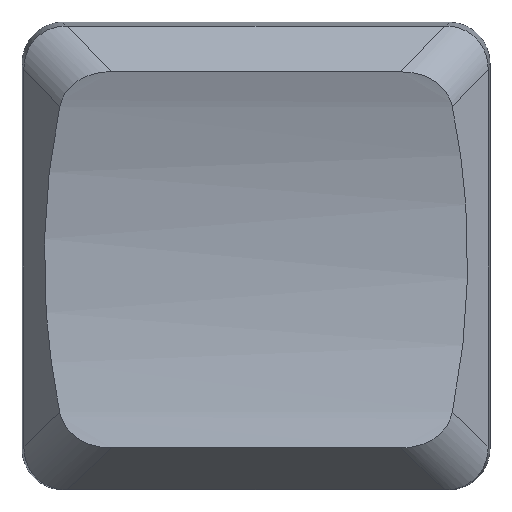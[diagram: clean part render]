
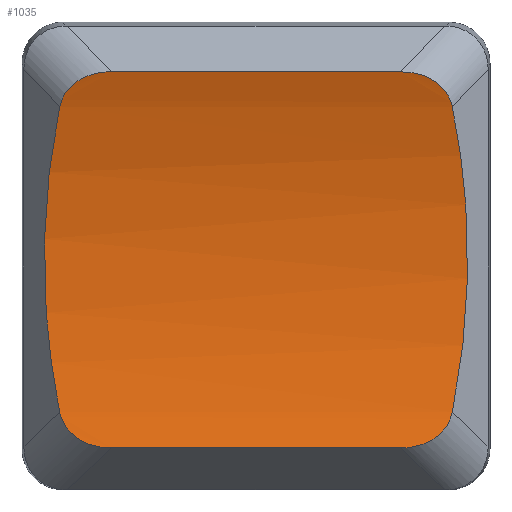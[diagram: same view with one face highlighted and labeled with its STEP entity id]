
A CAD part, front view. The second image highlights one B-rep face of the part: STEP entity #1035.
In plain terms, the highlighted cylindrical face has radius 24.9 mm (diameter 49.8 mm), a partial arc.
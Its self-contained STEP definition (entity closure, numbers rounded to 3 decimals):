
#119=CARTESIAN_POINT('',(5.011,-3.108,16.181));
#120=VERTEX_POINT('',#119);
#121=CARTESIAN_POINT('',(-6.181,-3.108,16.181));
#122=VERTEX_POINT('',#121);
#123=CARTESIAN_POINT('',(5.011,-3.108,16.181));
#124=DIRECTION('',(-1.,-0.,0.));
#125=VECTOR('',#124,11.193);
#126=LINE('',#123,#125);
#127=EDGE_CURVE('',#120,#122,#126,.T.);
#159=CARTESIAN_POINT('',(-6.181,-2.6,1.627));
#160=VERTEX_POINT('',#159);
#161=CARTESIAN_POINT('',(5.011,-2.6,1.627));
#162=VERTEX_POINT('',#161);
#163=CARTESIAN_POINT('',(-6.181,-2.6,1.627));
#164=DIRECTION('',(1.,0.,-0.));
#165=VECTOR('',#164,11.193);
#166=LINE('',#163,#165);
#167=EDGE_CURVE('',#160,#162,#166,.T.);
#199=CARTESIAN_POINT('',(7.012,-2.271,3.009));
#200=VERTEX_POINT('',#199);
#209=CARTESIAN_POINT('',(7.012,-2.271,3.009));
#210=CARTESIAN_POINT('',(6.99,-2.294,2.901));
#211=CARTESIAN_POINT('',(6.958,-2.316,2.797));
#212=CARTESIAN_POINT('',(6.916,-2.338,2.697));
#213=CARTESIAN_POINT('',(6.873,-2.36,2.598));
#214=CARTESIAN_POINT('',(6.819,-2.382,2.501));
#215=CARTESIAN_POINT('',(6.756,-2.403,2.411));
#216=CARTESIAN_POINT('',(6.693,-2.424,2.322));
#217=CARTESIAN_POINT('',(6.621,-2.444,2.24));
#218=CARTESIAN_POINT('',(6.541,-2.462,2.165));
#219=CARTESIAN_POINT('',(6.461,-2.48,2.09));
#220=CARTESIAN_POINT('',(6.373,-2.497,2.022));
#221=CARTESIAN_POINT('',(6.28,-2.512,1.964));
#222=CARTESIAN_POINT('',(6.094,-2.542,1.846));
#223=CARTESIAN_POINT('',(5.885,-2.564,1.761));
#224=CARTESIAN_POINT('',(5.671,-2.579,1.706));
#225=CARTESIAN_POINT('',(5.457,-2.593,1.652));
#226=CARTESIAN_POINT('',(5.235,-2.6,1.627));
#227=CARTESIAN_POINT('',(5.011,-2.6,1.627));
#228=B_SPLINE_CURVE_WITH_KNOTS('',3,(#209,#210,#211,#212,#213,#214,#215,#216,#217,#218,#219,#220,#221,#222,#223,#224,#225,#226,#227),.UNSPECIFIED.,.F.,.F.,(4,3,3,3,3,3,4),(0.,0.,0.001,0.001,0.001,0.002,0.003),.UNSPECIFIED.);
#229=EDGE_CURVE('',#200,#162,#228,.T.);
#287=CARTESIAN_POINT('',(7.012,-2.684,14.826));
#288=VERTEX_POINT('',#287);
#289=CARTESIAN_POINT('',(5.011,-3.108,16.181));
#290=CARTESIAN_POINT('',(5.235,-3.108,16.181));
#291=CARTESIAN_POINT('',(5.455,-3.1,16.157));
#292=CARTESIAN_POINT('',(5.67,-3.081,16.104));
#293=CARTESIAN_POINT('',(5.778,-3.072,16.077));
#294=CARTESIAN_POINT('',(5.884,-3.061,16.042));
#295=CARTESIAN_POINT('',(5.986,-3.046,16.));
#296=CARTESIAN_POINT('',(6.088,-3.032,15.959));
#297=CARTESIAN_POINT('',(6.186,-3.016,15.909));
#298=CARTESIAN_POINT('',(6.279,-2.997,15.852));
#299=CARTESIAN_POINT('',(6.372,-2.978,15.794));
#300=CARTESIAN_POINT('',(6.461,-2.956,15.727));
#301=CARTESIAN_POINT('',(6.541,-2.933,15.654));
#302=CARTESIAN_POINT('',(6.621,-2.91,15.581));
#303=CARTESIAN_POINT('',(6.692,-2.884,15.501));
#304=CARTESIAN_POINT('',(6.755,-2.857,15.413));
#305=CARTESIAN_POINT('',(6.818,-2.83,15.326));
#306=CARTESIAN_POINT('',(6.873,-2.802,15.231));
#307=CARTESIAN_POINT('',(6.915,-2.772,15.132));
#308=CARTESIAN_POINT('',(6.958,-2.743,15.034));
#309=CARTESIAN_POINT('',(6.99,-2.714,14.932));
#310=CARTESIAN_POINT('',(7.012,-2.684,14.826));
#311=B_SPLINE_CURVE_WITH_KNOTS('',3,(#289,#290,#291,#292,#293,#294,#295,#296,#297,#298,#299,#300,#301,#302,#303,#304,#305,#306,#307,#308,#309,#310),.UNSPECIFIED.,.F.,.F.,(4,3,3,3,3,3,3,4),(0.,0.001,0.001,0.001,0.002,0.002,0.002,0.003),.UNSPECIFIED.);
#312=EDGE_CURVE('',#120,#288,#311,.T.);
#377=CARTESIAN_POINT('',(-8.183,-2.271,3.009));
#378=VERTEX_POINT('',#377);
#379=CARTESIAN_POINT('',(-6.181,-2.6,1.627));
#380=CARTESIAN_POINT('',(-6.405,-2.6,1.627));
#381=CARTESIAN_POINT('',(-6.625,-2.593,1.652));
#382=CARTESIAN_POINT('',(-6.84,-2.579,1.706));
#383=CARTESIAN_POINT('',(-6.948,-2.571,1.734));
#384=CARTESIAN_POINT('',(-7.055,-2.562,1.769));
#385=CARTESIAN_POINT('',(-7.157,-2.551,1.811));
#386=CARTESIAN_POINT('',(-7.258,-2.54,1.854));
#387=CARTESIAN_POINT('',(-7.356,-2.527,1.904));
#388=CARTESIAN_POINT('',(-7.449,-2.512,1.963));
#389=CARTESIAN_POINT('',(-7.543,-2.497,2.022));
#390=CARTESIAN_POINT('',(-7.631,-2.48,2.09));
#391=CARTESIAN_POINT('',(-7.711,-2.462,2.165));
#392=CARTESIAN_POINT('',(-7.791,-2.444,2.24));
#393=CARTESIAN_POINT('',(-7.862,-2.424,2.321));
#394=CARTESIAN_POINT('',(-7.925,-2.403,2.41));
#395=CARTESIAN_POINT('',(-7.989,-2.382,2.499));
#396=CARTESIAN_POINT('',(-8.043,-2.36,2.597));
#397=CARTESIAN_POINT('',(-8.086,-2.338,2.697));
#398=CARTESIAN_POINT('',(-8.128,-2.316,2.797));
#399=CARTESIAN_POINT('',(-8.161,-2.294,2.901));
#400=CARTESIAN_POINT('',(-8.183,-2.271,3.009));
#401=B_SPLINE_CURVE_WITH_KNOTS('',3,(#379,#380,#381,#382,#383,#384,#385,#386,#387,#388,#389,#390,#391,#392,#393,#394,#395,#396,#397,#398,#399,#400),.UNSPECIFIED.,.F.,.F.,(4,3,3,3,3,3,3,4),(0.,0.001,0.001,0.001,0.002,0.002,0.002,0.003),.UNSPECIFIED.);
#402=EDGE_CURVE('',#160,#378,#401,.T.);
#466=CARTESIAN_POINT('',(-8.183,-2.684,14.826));
#467=VERTEX_POINT('',#466);
#476=CARTESIAN_POINT('',(-8.183,-2.684,14.826));
#477=CARTESIAN_POINT('',(-8.161,-2.714,14.932));
#478=CARTESIAN_POINT('',(-8.129,-2.743,15.034));
#479=CARTESIAN_POINT('',(-8.086,-2.772,15.132));
#480=CARTESIAN_POINT('',(-8.043,-2.801,15.23));
#481=CARTESIAN_POINT('',(-7.989,-2.83,15.325));
#482=CARTESIAN_POINT('',(-7.926,-2.857,15.412));
#483=CARTESIAN_POINT('',(-7.863,-2.884,15.5));
#484=CARTESIAN_POINT('',(-7.792,-2.909,15.58));
#485=CARTESIAN_POINT('',(-7.711,-2.933,15.654));
#486=CARTESIAN_POINT('',(-7.631,-2.956,15.727));
#487=CARTESIAN_POINT('',(-7.543,-2.978,15.794));
#488=CARTESIAN_POINT('',(-7.45,-2.997,15.851));
#489=CARTESIAN_POINT('',(-7.264,-3.035,15.967));
#490=CARTESIAN_POINT('',(-7.055,-3.063,16.05));
#491=CARTESIAN_POINT('',(-6.841,-3.081,16.103));
#492=CARTESIAN_POINT('',(-6.628,-3.099,16.156));
#493=CARTESIAN_POINT('',(-6.405,-3.108,16.181));
#494=CARTESIAN_POINT('',(-6.181,-3.108,16.181));
#495=B_SPLINE_CURVE_WITH_KNOTS('',3,(#476,#477,#478,#479,#480,#481,#482,#483,#484,#485,#486,#487,#488,#489,#490,#491,#492,#493,#494),.UNSPECIFIED.,.F.,.F.,(4,3,3,3,3,3,4),(0.,0.,0.001,0.001,0.001,0.002,0.003),.UNSPECIFIED.);
#496=EDGE_CURVE('',#467,#122,#495,.T.);
#805=CARTESIAN_POINT('',(-13.284,-26.651,8.073));
#806=DIRECTION('',(0.766,-0.642,-0.022));
#807=DIRECTION('',(-0.643,-0.766,-0.027));
#808=AXIS2_PLACEMENT_3D('',#805,#806,#807);
#809=ELLIPSE('',#808,32.505,24.9);
#810=EDGE_CURVE('',#200,#288,#809,.T.);
#823=CARTESIAN_POINT('',(12.113,-26.651,8.073));
#824=DIRECTION('',(-0.766,-0.642,-0.022));
#825=DIRECTION('',(-0.643,0.766,0.027));
#826=AXIS2_PLACEMENT_3D('',#823,#824,#825);
#827=ELLIPSE('',#826,32.505,24.9);
#828=EDGE_CURVE('',#467,#378,#827,.T.);
#1020=CARTESIAN_POINT('',(9.415,-26.651,8.073));
#1021=DIRECTION('',(-1.,-0.,0.));
#1022=DIRECTION('',(0.,-0.999,-0.035));
#1023=AXIS2_PLACEMENT_3D('',#1020,#1021,#1022);
#1024=CYLINDRICAL_SURFACE('',#1023,24.9);
#1025=ORIENTED_EDGE('',*,*,#810,.T.);
#1026=ORIENTED_EDGE('',*,*,#312,.F.);
#1027=ORIENTED_EDGE('',*,*,#127,.T.);
#1028=ORIENTED_EDGE('',*,*,#496,.F.);
#1029=ORIENTED_EDGE('',*,*,#828,.T.);
#1030=ORIENTED_EDGE('',*,*,#402,.F.);
#1031=ORIENTED_EDGE('',*,*,#167,.T.);
#1032=ORIENTED_EDGE('',*,*,#229,.F.);
#1033=EDGE_LOOP('',(#1025,#1026,#1027,#1028,#1029,#1030,#1031,#1032));
#1034=FACE_BOUND('',#1033,.T.);
#1035=ADVANCED_FACE('',(#1034),#1024,.F.);
